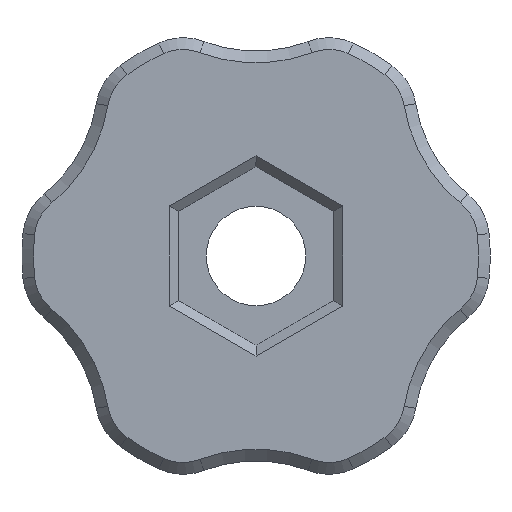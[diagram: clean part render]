
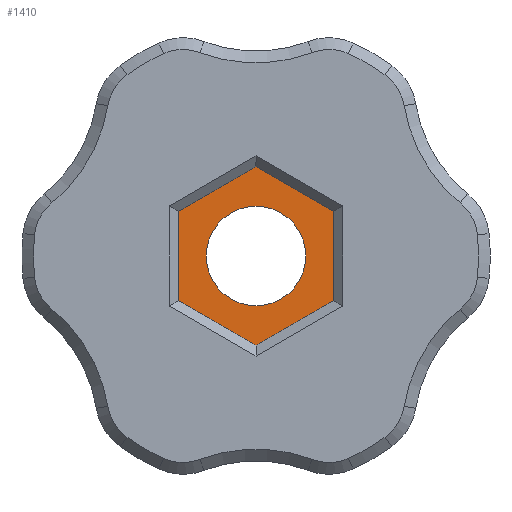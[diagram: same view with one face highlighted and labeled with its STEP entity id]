
A CAD part, front view. The second image highlights one B-rep face of the part: STEP entity #1410.
In plain terms, the highlighted face is planar.
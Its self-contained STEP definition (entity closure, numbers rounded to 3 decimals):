
#46=FACE_BOUND('',#239,.T.);
#58=PLANE('',#1613);
#147=FACE_OUTER_BOUND('',#238,.T.);
#238=EDGE_LOOP('',(#1257,#1258,#1259,#1260,#1261,#1262));
#239=EDGE_LOOP('',(#1263));
#264=LINE('',#2205,#368);
#267=LINE('',#2210,#371);
#269=LINE('',#2214,#373);
#342=LINE('',#2506,#446);
#343=LINE('',#2508,#447);
#344=LINE('',#2509,#448);
#368=VECTOR('',#1717,10.);
#371=VECTOR('',#1722,10.);
#373=VECTOR('',#1726,10.);
#446=VECTOR('',#2091,10.);
#447=VECTOR('',#2092,10.);
#448=VECTOR('',#2093,10.);
#477=CIRCLE('',#1458,4.25);
#576=VERTEX_POINT('',#2162);
#589=VERTEX_POINT('',#2202);
#590=VERTEX_POINT('',#2204);
#591=VERTEX_POINT('',#2208);
#592=VERTEX_POINT('',#2212);
#665=VERTEX_POINT('',#2505);
#666=VERTEX_POINT('',#2507);
#695=EDGE_CURVE('',#576,#576,#477,.T.);
#715=EDGE_CURVE('',#590,#589,#264,.T.);
#718=EDGE_CURVE('',#589,#591,#267,.T.);
#720=EDGE_CURVE('',#591,#592,#269,.T.);
#865=EDGE_CURVE('',#592,#665,#342,.T.);
#866=EDGE_CURVE('',#665,#666,#343,.T.);
#867=EDGE_CURVE('',#666,#590,#344,.T.);
#1257=ORIENTED_EDGE('',*,*,#718,.T.);
#1258=ORIENTED_EDGE('',*,*,#720,.T.);
#1259=ORIENTED_EDGE('',*,*,#865,.T.);
#1260=ORIENTED_EDGE('',*,*,#866,.T.);
#1261=ORIENTED_EDGE('',*,*,#867,.T.);
#1262=ORIENTED_EDGE('',*,*,#715,.T.);
#1263=ORIENTED_EDGE('',*,*,#695,.F.);
#1410=ADVANCED_FACE('',(#147,#46),#58,.F.);
#1458=AXIS2_PLACEMENT_3D('',#2164,#1682,#1683);
#1613=AXIS2_PLACEMENT_3D('',#2504,#2089,#2090);
#1682=DIRECTION('center_axis',(0.,0.,-1.));
#1683=DIRECTION('ref_axis',(1.,0.,0.));
#1717=DIRECTION('',(-0.866,-0.5,0.));
#1722=DIRECTION('',(-0.866,0.5,0.));
#1726=DIRECTION('',(0.,1.,0.));
#2089=DIRECTION('center_axis',(0.,0.,1.));
#2090=DIRECTION('ref_axis',(1.,0.,0.));
#2091=DIRECTION('',(0.866,0.5,0.));
#2092=DIRECTION('',(0.866,-0.5,0.));
#2093=DIRECTION('',(0.,-1.,0.));
#2162=CARTESIAN_POINT('',(-4.25,0.,6.));
#2164=CARTESIAN_POINT('Origin',(0.,0.,6.));
#2202=CARTESIAN_POINT('',(0.,-7.621,6.));
#2204=CARTESIAN_POINT('',(6.6,-3.811,6.));
#2205=CARTESIAN_POINT('',(0.,-7.621,6.));
#2208=CARTESIAN_POINT('',(-6.6,-3.811,6.));
#2210=CARTESIAN_POINT('',(-6.6,-3.811,6.));
#2212=CARTESIAN_POINT('',(-6.6,3.811,6.));
#2214=CARTESIAN_POINT('',(-6.6,3.811,6.));
#2504=CARTESIAN_POINT('Origin',(0.,0.,6.));
#2505=CARTESIAN_POINT('',(0.,7.621,6.));
#2506=CARTESIAN_POINT('',(0.,7.621,6.));
#2507=CARTESIAN_POINT('',(6.6,3.811,6.));
#2508=CARTESIAN_POINT('',(6.6,3.811,6.));
#2509=CARTESIAN_POINT('',(6.6,-3.811,6.));
